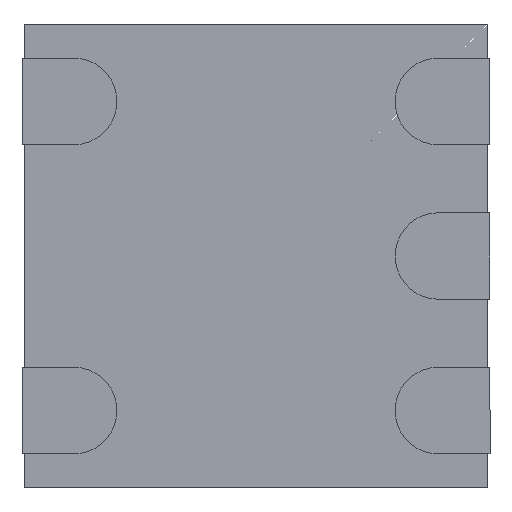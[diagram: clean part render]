
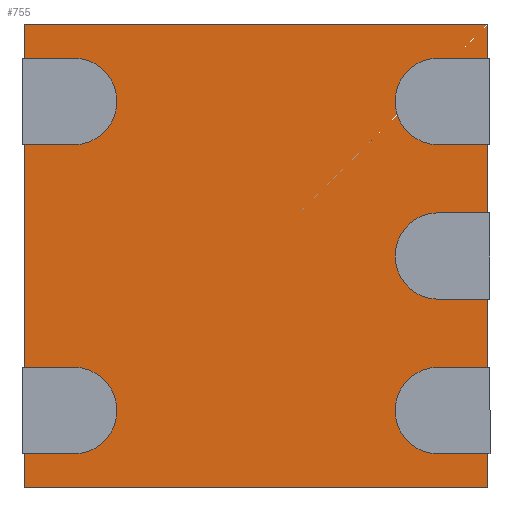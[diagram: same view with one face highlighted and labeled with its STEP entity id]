
A CAD part, front view. The second image highlights one B-rep face of the part: STEP entity #755.
In plain terms, the highlighted planar face has unit normal (0, -1, 0).
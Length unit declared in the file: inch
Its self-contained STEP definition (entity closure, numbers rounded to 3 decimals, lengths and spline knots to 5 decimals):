
#153 = VERTEX_POINT ( 'NONE', #3547 ) ;
#232 = LINE ( 'NONE', #532, #1899 ) ;
#307 = FACE_OUTER_BOUND ( 'NONE', #1565, .T. ) ;
#532 = CARTESIAN_POINT ( 'NONE',  ( -0.075, 0., -0.075 ) ) ;
#755 = ADVANCED_FACE ( 'NONE', ( #307 ), #2350, .F. ) ;
#1068 = DIRECTION ( 'NONE',  ( 0., 0., -1. ) ) ;
#1070 = ORIENTED_EDGE ( 'NONE', *, *, #1853, .F. ) ;
#1297 = VECTOR ( 'NONE', #1068, 39.37008 ) ;
#1298 = VECTOR ( 'NONE', #2517, 39.37008 ) ;
#1331 = LINE ( 'NONE', #3640, #1298 ) ;
#1390 = LINE ( 'NONE', #3684, #1297 ) ;
#1530 = CARTESIAN_POINT ( 'NONE',  ( 0.075, 0., 0.075 ) ) ;
#1565 = EDGE_LOOP ( 'NONE', ( #2847, #1070, #3580, #2341 ) ) ;
#1577 = EDGE_CURVE ( 'NONE', #2969, #153, #1390, .T. ) ;
#1711 = EDGE_CURVE ( 'NONE', #153, #2088, #3039, .T. ) ;
#1795 = CARTESIAN_POINT ( 'NONE',  ( 0., 0., 0. ) ) ;
#1853 = EDGE_CURVE ( 'NONE', #3687, #2969, #1331, .T. ) ;
#1899 = VECTOR ( 'NONE', #2239, 39.37008 ) ;
#1922 = CARTESIAN_POINT ( 'NONE',  ( -0.075, 0., -0.075 ) ) ;
#2088 = VERTEX_POINT ( 'NONE', #1922 ) ;
#2239 = DIRECTION ( 'NONE',  ( 0., 0., 1. ) ) ;
#2341 = ORIENTED_EDGE ( 'NONE', *, *, #1711, .F. ) ;
#2350 = PLANE ( 'NONE',  #2919 ) ;
#2364 = EDGE_CURVE ( 'NONE', #2088, #3687, #232, .T. ) ;
#2517 = DIRECTION ( 'NONE',  ( 1., 0., 0. ) ) ;
#2648 = DIRECTION ( 'NONE',  ( 0., 0., 1. ) ) ;
#2664 = CARTESIAN_POINT ( 'NONE',  ( -0.075, 0., 0.075 ) ) ;
#2706 = CARTESIAN_POINT ( 'NONE',  ( -0.075, 0., -0.075 ) ) ;
#2847 = ORIENTED_EDGE ( 'NONE', *, *, #1577, .F. ) ;
#2897 = DIRECTION ( 'NONE',  ( 0., 1., 0. ) ) ;
#2919 = AXIS2_PLACEMENT_3D ( 'NONE', #1795, #2897, #2648 ) ;
#2969 = VERTEX_POINT ( 'NONE', #1530 ) ;
#3039 = LINE ( 'NONE', #2706, #3115 ) ;
#3115 = VECTOR ( 'NONE', #3588, 39.37008 ) ;
#3547 = CARTESIAN_POINT ( 'NONE',  ( 0.075, 0., -0.075 ) ) ;
#3580 = ORIENTED_EDGE ( 'NONE', *, *, #2364, .F. ) ;
#3588 = DIRECTION ( 'NONE',  ( -1., 0., 0. ) ) ;
#3640 = CARTESIAN_POINT ( 'NONE',  ( -0.075, 0., 0.075 ) ) ;
#3684 = CARTESIAN_POINT ( 'NONE',  ( 0.075, 0., -0.075 ) ) ;
#3687 = VERTEX_POINT ( 'NONE', #2664 ) ;
